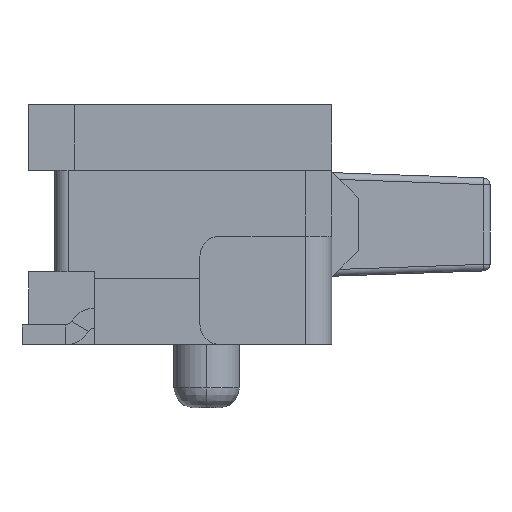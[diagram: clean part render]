
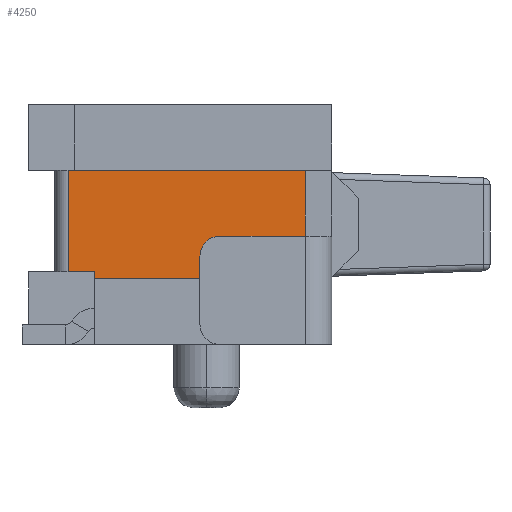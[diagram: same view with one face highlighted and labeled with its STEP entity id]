
A CAD part, left-side view. The second image highlights one B-rep face of the part: STEP entity #4250.
In plain terms, the highlighted planar face has unit normal (-1, 0, 0).
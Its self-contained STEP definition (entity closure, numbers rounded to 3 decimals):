
#1735 = EDGE_CURVE('',#1736,#1738,#1740,.T.);
#1736 = VERTEX_POINT('',#1737);
#1737 = CARTESIAN_POINT('',(-2.05,-1.087,
    0.8));
#1738 = VERTEX_POINT('',#1739);
#1739 = CARTESIAN_POINT('',(-2.05,-1.1,
    0.8));
#1740 = LINE('',#1741,#1742);
#1741 = CARTESIAN_POINT('',(-2.05,-1.3,
    0.8));
#1742 = VECTOR('',#1743,1.);
#1743 = DIRECTION('',(0.,-1.,0.));
#2124 = VERTEX_POINT('',#2125);
#2125 = CARTESIAN_POINT('',(-2.05,-1.1,
    1.3));
#2133 = EDGE_CURVE('',#1738,#2124,#2134,.T.);
#2134 = LINE('',#2135,#2136);
#2135 = CARTESIAN_POINT('',(-2.05,-1.1,
    0.48));
#2136 = VECTOR('',#2137,1.);
#2137 = DIRECTION('',(0.,0.,1.));
#2243 = VERTEX_POINT('',#2244);
#2244 = CARTESIAN_POINT('',(-2.05,-1.087,
    0.48));
#2251 = EDGE_CURVE('',#2243,#1736,#2252,.T.);
#2252 = LINE('',#2253,#2254);
#2253 = CARTESIAN_POINT('',(-2.05,-1.087,
    0.13));
#2254 = VECTOR('',#2255,1.);
#2255 = DIRECTION('',(0.,0.,1.));
#2298 = VERTEX_POINT('',#2299);
#2299 = CARTESIAN_POINT('',(-2.05,0.65,
    1.3));
#2305 = EDGE_CURVE('',#2298,#2124,#2306,.T.);
#2306 = LINE('',#2307,#2308);
#2307 = CARTESIAN_POINT('',(-2.05,1.,
    1.3));
#2308 = VECTOR('',#2309,1.);
#2309 = DIRECTION('',(-0.,-1.,-0.));
#4250 = ADVANCED_FACE('',(#4251),#4295,.F.);
#4251 = FACE_BOUND('',#4252,.T.);
#4252 = EDGE_LOOP('',(#4253,#4254,#4255,#4256,#4257,#4265,#4273,#4281,
    #4289));
#4253 = ORIENTED_EDGE('',*,*,#2251,.T.);
#4254 = ORIENTED_EDGE('',*,*,#1735,.T.);
#4255 = ORIENTED_EDGE('',*,*,#2133,.T.);
#4256 = ORIENTED_EDGE('',*,*,#2305,.F.);
#4257 = ORIENTED_EDGE('',*,*,#4258,.F.);
#4258 = EDGE_CURVE('',#4259,#2298,#4261,.T.);
#4259 = VERTEX_POINT('',#4260);
#4260 = CARTESIAN_POINT('',(-2.05,0.7,
    1.3));
#4261 = LINE('',#4262,#4263);
#4262 = CARTESIAN_POINT('',(-2.05,1.,
    1.3));
#4263 = VECTOR('',#4264,1.);
#4264 = DIRECTION('',(-0.,-1.,-0.));
#4265 = ORIENTED_EDGE('',*,*,#4266,.T.);
#4266 = EDGE_CURVE('',#4259,#4267,#4269,.T.);
#4267 = VERTEX_POINT('',#4268);
#4268 = CARTESIAN_POINT('',(-2.05,0.7,
    0.53));
#4269 = LINE('',#4270,#4271);
#4270 = CARTESIAN_POINT('',(-2.05,0.7,
    0.53));
#4271 = VECTOR('',#4272,1.);
#4272 = DIRECTION('',(0.,0.,-1.));
#4273 = ORIENTED_EDGE('',*,*,#4274,.F.);
#4274 = EDGE_CURVE('',#4275,#4267,#4277,.T.);
#4275 = VERTEX_POINT('',#4276);
#4276 = CARTESIAN_POINT('',(-2.05,0.5,
    0.53));
#4277 = LINE('',#4278,#4279);
#4278 = CARTESIAN_POINT('',(-2.05,0.5,
    0.53));
#4279 = VECTOR('',#4280,1.);
#4280 = DIRECTION('',(0.,1.,0.));
#4281 = ORIENTED_EDGE('',*,*,#4282,.F.);
#4282 = EDGE_CURVE('',#4283,#4275,#4285,.T.);
#4283 = VERTEX_POINT('',#4284);
#4284 = CARTESIAN_POINT('',(-2.05,0.5,
    0.48));
#4285 = LINE('',#4286,#4287);
#4286 = CARTESIAN_POINT('',(-2.05,0.5,
    -0.02));
#4287 = VECTOR('',#4288,1.);
#4288 = DIRECTION('',(0.,0.,1.));
#4289 = ORIENTED_EDGE('',*,*,#4290,.T.);
#4290 = EDGE_CURVE('',#4283,#2243,#4291,.T.);
#4291 = LINE('',#4292,#4293);
#4292 = CARTESIAN_POINT('',(-2.05,1.,
    0.48));
#4293 = VECTOR('',#4294,1.);
#4294 = DIRECTION('',(-0.,-1.,-0.));
#4295 = PLANE('',#4296);
#4296 = AXIS2_PLACEMENT_3D('',#4297,#4298,#4299);
#4297 = CARTESIAN_POINT('',(-2.05,1.,
    0.48));
#4298 = DIRECTION('',(1.,0.,0.));
#4299 = DIRECTION('',(0.,0.,-1.));
